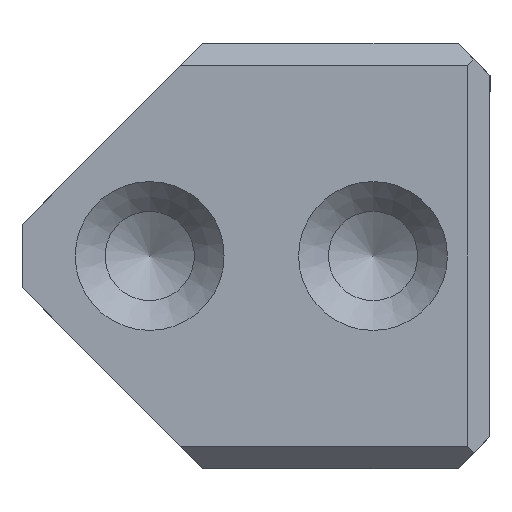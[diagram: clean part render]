
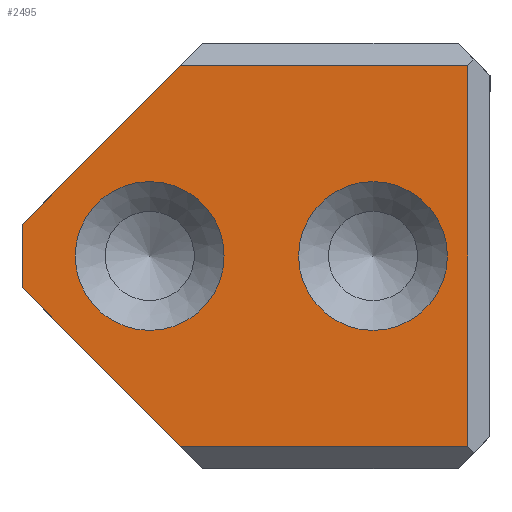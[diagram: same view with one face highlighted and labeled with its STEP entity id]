
A CAD part, left-side view. The second image highlights one B-rep face of the part: STEP entity #2495.
In plain terms, the highlighted planar face has unit normal (-1, 0, 0).
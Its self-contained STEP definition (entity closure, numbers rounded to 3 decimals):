
#2495=ADVANCED_FACE('',(#3469,#3470,#3471),#2896,.T.);
#2896=PLANE('',#9171);
#3151=CIRCLE('',#9169,3.5);
#3152=CIRCLE('',#9170,3.5);
#3469=FACE_BOUND('',#3710,.T.);
#3470=FACE_BOUND('',#3711,.T.);
#3471=FACE_BOUND('',#3712,.T.);
#3710=EDGE_LOOP('',(#4489));
#3711=EDGE_LOOP('',(#4490));
#3712=EDGE_LOOP('',(#4491,#4492,#4493,#4494,#4495,#4496));
#4489=ORIENTED_EDGE('',*,*,#7123,.T.);
#4490=ORIENTED_EDGE('',*,*,#7124,.T.);
#4491=ORIENTED_EDGE('',*,*,#7125,.T.);
#4492=ORIENTED_EDGE('',*,*,#7126,.T.);
#4493=ORIENTED_EDGE('',*,*,#7127,.T.);
#4494=ORIENTED_EDGE('',*,*,#7128,.F.);
#4495=ORIENTED_EDGE('',*,*,#7129,.T.);
#4496=ORIENTED_EDGE('',*,*,#7130,.T.);
#6441=VERTEX_POINT('',#11884);
#6442=VERTEX_POINT('',#11886);
#6443=VERTEX_POINT('',#11888);
#6444=VERTEX_POINT('',#11889);
#6445=VERTEX_POINT('',#11891);
#6446=VERTEX_POINT('',#11893);
#6447=VERTEX_POINT('',#11895);
#6448=VERTEX_POINT('',#11897);
#7123=EDGE_CURVE('',#6441,#6441,#3151,.T.);
#7124=EDGE_CURVE('',#6442,#6442,#3152,.T.);
#7125=EDGE_CURVE('',#6443,#6444,#7995,.T.);
#7126=EDGE_CURVE('',#6444,#6445,#7996,.T.);
#7127=EDGE_CURVE('',#6445,#6446,#7997,.T.);
#7128=EDGE_CURVE('',#6447,#6446,#7998,.T.);
#7129=EDGE_CURVE('',#6447,#6448,#7999,.T.);
#7130=EDGE_CURVE('',#6448,#6443,#8000,.T.);
#7995=LINE('',#11887,#8653);
#7996=LINE('',#11890,#8654);
#7997=LINE('',#11892,#8655);
#7998=LINE('',#11894,#8656);
#7999=LINE('',#11896,#8657);
#8000=LINE('',#11898,#8658);
#8653=VECTOR('',#9827,1.);
#8654=VECTOR('',#9828,1.);
#8655=VECTOR('',#9829,1.);
#8656=VECTOR('',#9830,1.);
#8657=VECTOR('',#9831,1.);
#8658=VECTOR('',#9832,1.);
#9169=AXIS2_PLACEMENT_3D('',#11883,#9823,#9824);
#9170=AXIS2_PLACEMENT_3D('',#11885,#9825,#9826);
#9171=AXIS2_PLACEMENT_3D('',#11899,#9833,#9834);
#9823=DIRECTION('',(1.,0.,0.));
#9824=DIRECTION('',(0.,0.,-1.));
#9825=DIRECTION('',(1.,0.,0.));
#9826=DIRECTION('',(0.,0.,-1.));
#9827=DIRECTION('',(0.,0.,1.));
#9828=DIRECTION('',(0.,1.,0.));
#9829=DIRECTION('',(0.,0.707,-0.707));
#9830=DIRECTION('',(0.,0.,1.));
#9831=DIRECTION('',(0.,-0.707,-0.707));
#9832=DIRECTION('',(0.,-1.,0.));
#9833=DIRECTION('',(-1.,0.,0.));
#9834=DIRECTION('',(0.,0.,-1.));
#11883=CARTESIAN_POINT('',(0.,16.,10.));
#11884=CARTESIAN_POINT('',(0.,16.,6.5));
#11885=CARTESIAN_POINT('',(0.,5.5,10.));
#11886=CARTESIAN_POINT('',(0.,5.5,6.5));
#11887=CARTESIAN_POINT('',(0.,1.05,0.));
#11888=CARTESIAN_POINT('',(0.,1.05,1.05));
#11889=CARTESIAN_POINT('',(0.,1.05,18.95));
#11890=CARTESIAN_POINT('',(0.,11.,18.95));
#11891=CARTESIAN_POINT('',(0.,14.55,18.95));
#11892=CARTESIAN_POINT('',(0.,22.25,11.25));
#11893=CARTESIAN_POINT('',(0.,22.,11.5));
#11894=CARTESIAN_POINT('',(0.,22.,0.));
#11895=CARTESIAN_POINT('',(0.,22.,8.5));
#11896=CARTESIAN_POINT('',(0.,12.25,-1.25));
#11897=CARTESIAN_POINT('',(0.,14.55,1.05));
#11898=CARTESIAN_POINT('',(0.,11.,1.05));
#11899=CARTESIAN_POINT('',(0.,11.,0.));
